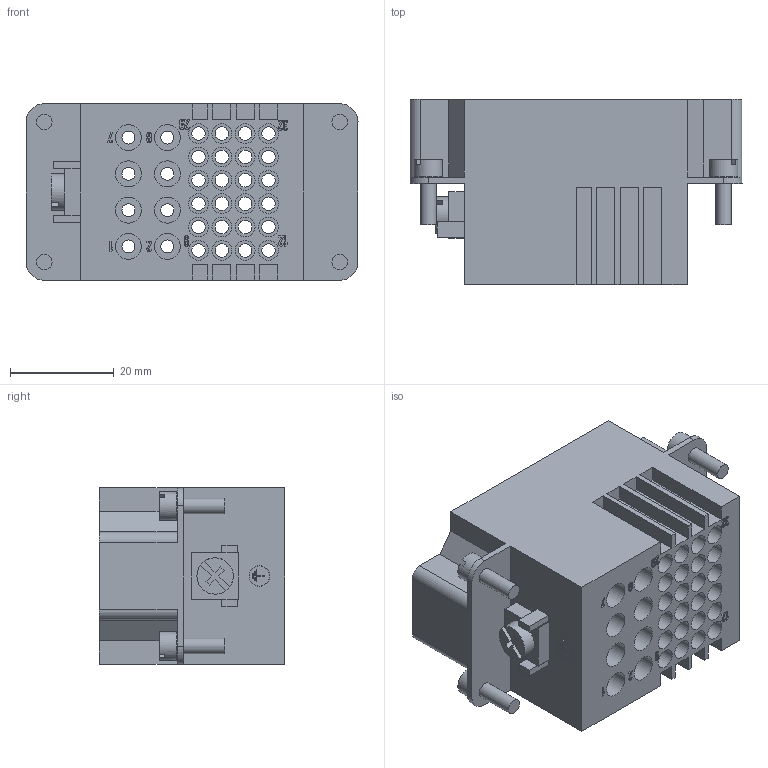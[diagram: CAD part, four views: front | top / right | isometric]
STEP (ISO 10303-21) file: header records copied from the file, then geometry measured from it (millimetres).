
FILE_DESCRIPTION(/* description */ (''),/* implementation_level */ '2;1');
FILE_NAME(/* name */ '100095240ugm000_b.stp',/* time_stamp */ '2017-10-31T10:22:27+01:00',/* author */ (''),/* organization */ (''),/* preprocessor_version */ 'ST-DEVELOPER v16',/* originating_system */ 'SIEMENS PLM Software NX 10.0',/* authorisation */ '');
FILE_SCHEMA (('AUTOMOTIVE_DESIGN { 1 0 10303 214 3 1 1 1 }'));
Length unit declared in the file: millimetre
Products named in the file (1): 100095240ugm000_b
Bounding box: 64 x 35.7 x 34 mm (x, y, z)
Volume: 33460.2 mm3; surface area: 21876.9 mm2
Topology: 1 solids, 1 shells, 742 faces, 1898 edges, 1297 vertices
Faces by surface type: plane 582, cylinder 156, bspline 4
Full cylindrical faces by diameter (mm): 0.369 x1, 0.483 x1, 2.51 x8, 2.6 x24, 3 x8, 3.8 x48, 3.9 x1, 4 x1, 5 x8, 5.5 x4, 7 x1
Entity records: 25631 total; most frequent: CARTESIAN_POINT 3879, DIRECTION 3593, ORIENTED_EDGE 3586, EDGE_CURVE 1793, LINE 1451, VECTOR 1451, VERTEX_POINT 1264, AXIS2_PLACEMENT_3D 1071
